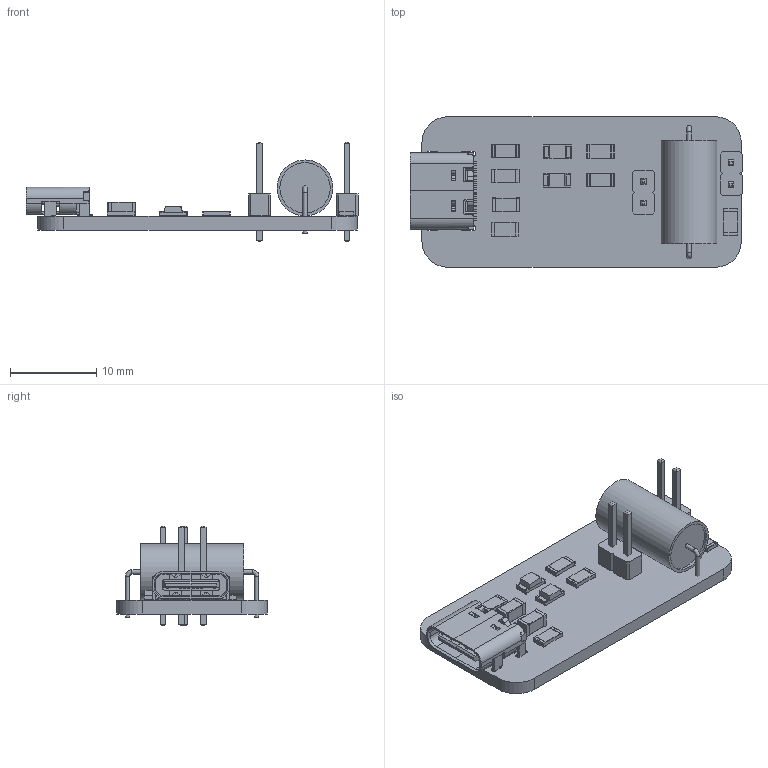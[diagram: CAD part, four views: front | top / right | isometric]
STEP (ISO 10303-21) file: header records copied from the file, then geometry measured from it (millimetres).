
FILE_DESCRIPTION(('KiCad electronic assembly'),'2;1');
FILE_NAME('LED flashlight.step','2024-08-19T19:21:29',('Pcbnew'),( 'Kicad'),'Open CASCADE STEP processor 7.8','KiCad to STEP converter' ,'Unknown');
FILE_SCHEMA(('AUTOMOTIVE_DESIGN { 1 0 10303 214 1 1 1 1 }'));
Length unit declared in the file: millimetre
Products named in the file (14): LED flashlight 1; R_1206_3216Metric; LED_1206_3216Metric; PinHeader_1x02_P2.54mm_Vertical; PinHeader_1x02_P254mm_Vertical; C_1206_3216Metric; C_Axial_L12.0mm_D6.5mm_P15.00mm_Horizontal; C_Axial_L120mm_D65mm_P1500mm_Horizontal; USB_C_Receptacle_GCT_USB4105-xx-A_16P_TopMnt_Horizontal; USB_C_Receptacle_16P_TopMnt_Horizontal_GCT_USB4105-xx-A; _autosave-LED flashlight_PCB
Assembly tree (20 placements, depth 3):
  LED flashlight 1
    R_1206_3216Metric  x5
      R_1206_3216Metric
    LED_1206_3216Metric  x2
      LED_1206_3216Metric
    PinHeader_1x02_P2.54mm_Vertical  x2
      PinHeader_1x02_P254mm_Vertical
    C_1206_3216Metric  x2
      C_1206_3216Metric
    C_Axial_L12.0mm_D6.5mm_P15.00mm_Horizontal
      C_Axial_L120mm_D65mm_P1500mm_Horizontal
    USB_C_Receptacle_GCT_USB4105-xx-A_16P_TopMnt_Horizontal
      USB_C_Receptacle_16P_TopMnt_Horizontal_GCT_USB4105-xx-A
    _autosave-LED flashlight_PCB
Bounding box: 38.59 x 17.49 x 11.54 mm (x, y, z)
Volume: 1633.1 mm3; surface area: 2748.7 mm2
Topology: 49 solids, 49 shells, 1083 faces, 2708 edges, 1731 vertices
Faces by surface type: plane 828, cylinder 245, cone 8, revolution 2
Full cylindrical faces by diameter (mm): 0.5 x6, 0.65 x2, 1 x4, 5.85 x2, 6.5 x1
Entity records: 31197 total; most frequent: CARTESIAN_POINT 4430, DIRECTION 4234, ORIENTED_EDGE 4218, EDGE_CURVE 2109, LINE 1702, VECTOR 1702, VERTEX_POINT 1345, AXIS2_PLACEMENT_3D 1265
